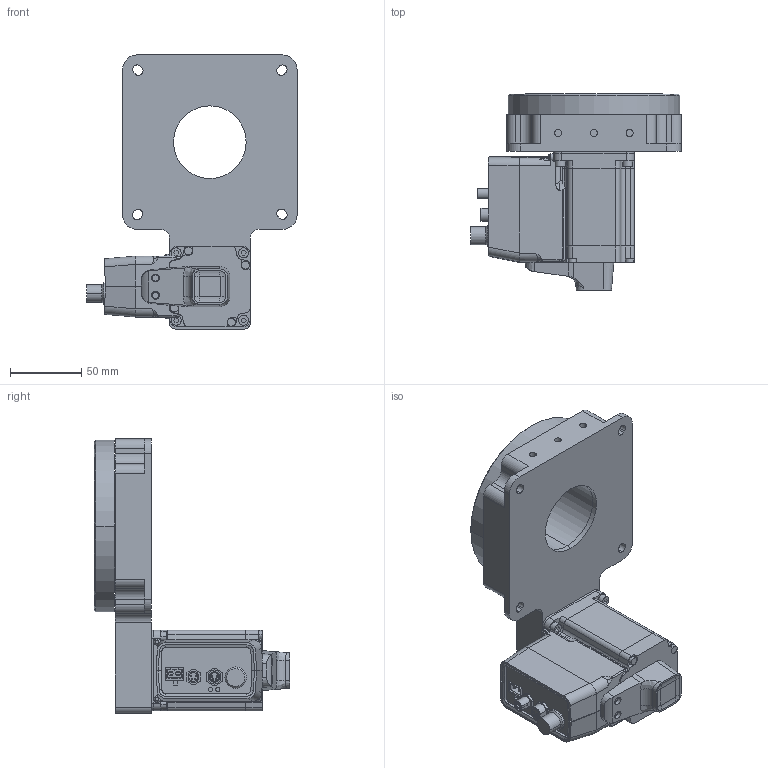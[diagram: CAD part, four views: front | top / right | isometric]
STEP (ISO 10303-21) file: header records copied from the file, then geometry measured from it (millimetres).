
FILE_DESCRIPTION (( 'STEP AP203' ), '1' );
FILE_NAME ('X-RSB120xB-E08.step', '2023-05-30T18:49:40', ( '' ), ( '' ), 'SwSTEP 2.0', 'SolidWorks 2019', '' );
FILE_SCHEMA (( 'CONFIG_CONTROL_DESIGN' ));
Length unit declared in the file: millimetre
Products named in the file (4): RSB120_top^RSB120; RSB120_base^RSB120_RSB120; RSB120_motor^RSB120_X-RSB-E08; X-RSB120xB-E08
Assembly tree (3 placements, depth 2):
  X-RSB120xB-E08
    RSB120_base^RSB120_RSB120
    RSB120_top^RSB120
    RSB120_motor^RSB120_X-RSB-E08
Bounding box: 147 x 136.9 x 191.7 mm (x, y, z)
Volume: 902414.9 mm3; surface area: 180773.9 mm2
Topology: 35 solids, 35 shells, 876 faces, 2124 edges, 1386 vertices
Faces by surface type: plane 467, cylinder 341, cone 40, bspline 20, torus 8
Entity records: 27347 total; most frequent: CARTESIAN_POINT 6131, DIRECTION 4414, ORIENTED_EDGE 4216, EDGE_CURVE 2108, AXIS2_PLACEMENT_3D 1586, VERTEX_POINT 1386, VECTOR 1242, LINE 1242
